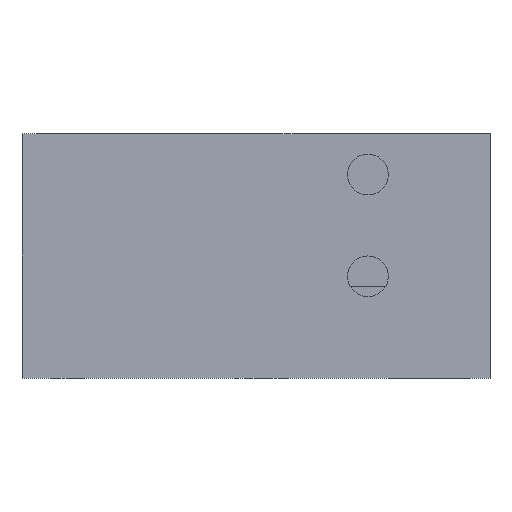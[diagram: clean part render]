
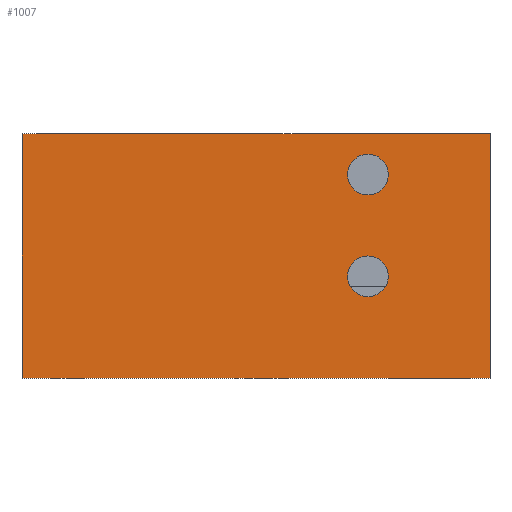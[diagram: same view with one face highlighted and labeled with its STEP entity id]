
A CAD part, left-side view. The second image highlights one B-rep face of the part: STEP entity #1007.
In plain terms, the highlighted planar face has unit normal (-1, 0, 0).
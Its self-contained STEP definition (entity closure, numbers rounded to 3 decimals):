
#29=FACE_BOUND('',#189,.T.);
#30=FACE_BOUND('',#190,.T.);
#72=PLANE('',#1111);
#122=FACE_OUTER_BOUND('',#188,.T.);
#188=EDGE_LOOP('',(#909,#910,#911,#912));
#189=EDGE_LOOP('',(#913));
#190=EDGE_LOOP('',(#914));
#252=LINE('',#1529,#352);
#256=LINE('',#1538,#356);
#272=LINE('',#1578,#372);
#297=LINE('',#1674,#397);
#352=VECTOR('',#1233,10.);
#356=VECTOR('',#1239,10.);
#372=VECTOR('',#1275,10.);
#397=VECTOR('',#1388,10.);
#406=CIRCLE('',#1036,2.);
#407=CIRCLE('',#1038,2.);
#444=VERTEX_POINT('',#1417);
#445=VERTEX_POINT('',#1421);
#483=VERTEX_POINT('',#1526);
#484=VERTEX_POINT('',#1528);
#486=VERTEX_POINT('',#1534);
#488=VERTEX_POINT('',#1537);
#538=EDGE_CURVE('',#444,#444,#406,.T.);
#540=EDGE_CURVE('',#445,#445,#407,.T.);
#592=EDGE_CURVE('',#483,#484,#252,.T.);
#596=EDGE_CURVE('',#488,#486,#256,.T.);
#617=EDGE_CURVE('',#488,#483,#272,.T.);
#665=EDGE_CURVE('',#486,#484,#297,.T.);
#909=ORIENTED_EDGE('',*,*,#665,.T.);
#910=ORIENTED_EDGE('',*,*,#592,.F.);
#911=ORIENTED_EDGE('',*,*,#617,.F.);
#912=ORIENTED_EDGE('',*,*,#596,.T.);
#913=ORIENTED_EDGE('',*,*,#538,.T.);
#914=ORIENTED_EDGE('',*,*,#540,.T.);
#1007=ADVANCED_FACE('',(#122,#29,#30),#72,.T.);
#1036=AXIS2_PLACEMENT_3D('',#1418,#1141,#1142);
#1038=AXIS2_PLACEMENT_3D('',#1422,#1146,#1147);
#1111=AXIS2_PLACEMENT_3D('',#1673,#1386,#1387);
#1141=DIRECTION('center_axis',(1.,0.,0.));
#1142=DIRECTION('ref_axis',(0.,-1.,0.));
#1146=DIRECTION('center_axis',(1.,0.,0.));
#1147=DIRECTION('ref_axis',(0.,-1.,0.));
#1233=DIRECTION('',(0.,0.,-1.));
#1239=DIRECTION('',(0.,0.,-1.));
#1275=DIRECTION('',(0.,-1.,0.));
#1386=DIRECTION('center_axis',(-1.,0.,0.));
#1387=DIRECTION('ref_axis',(0.,0.,1.));
#1388=DIRECTION('',(0.,-1.,0.));
#1417=CARTESIAN_POINT('',(-3.,12.,20.));
#1418=CARTESIAN_POINT('Origin',(-3.,10.,20.));
#1421=CARTESIAN_POINT('',(-3.,12.,10.));
#1422=CARTESIAN_POINT('Origin',(-3.,10.,10.));
#1526=CARTESIAN_POINT('',(-3.,-2.,24.));
#1528=CARTESIAN_POINT('',(-3.,-2.,0.));
#1529=CARTESIAN_POINT('',(-3.,-2.,0.));
#1534=CARTESIAN_POINT('',(-3.,44.,0.));
#1537=CARTESIAN_POINT('',(-3.,44.,24.));
#1538=CARTESIAN_POINT('',(-3.,44.,0.));
#1578=CARTESIAN_POINT('',(-3.,0.,24.));
#1673=CARTESIAN_POINT('Origin',(-3.,44.,0.));
#1674=CARTESIAN_POINT('',(-3.,44.,0.));
